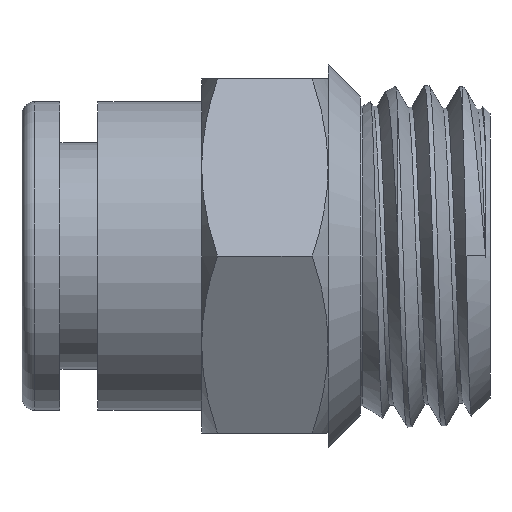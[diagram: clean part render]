
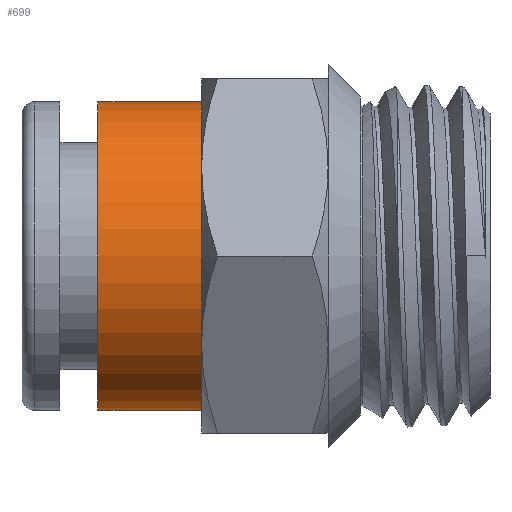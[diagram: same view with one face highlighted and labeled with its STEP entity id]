
A CAD part, front view. The second image highlights one B-rep face of the part: STEP entity #699.
In plain terms, the highlighted cylindrical face has radius 6.1 mm (diameter 12.2 mm), a full revolution.
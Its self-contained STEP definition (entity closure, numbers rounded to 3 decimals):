
#91=CYLINDRICAL_SURFACE('',#781,6.1);
#106=FACE_OUTER_BOUND('',#153,.T.);
#153=EDGE_LOOP('',(#525,#526,#527,#528));
#214=CIRCLE('',#782,6.1);
#215=CIRCLE('',#783,6.1);
#262=LINE('',#1655,#283);
#283=VECTOR('',#916,6.1);
#324=VERTEX_POINT('',#1652);
#325=VERTEX_POINT('',#1654);
#402=EDGE_CURVE('',#324,#324,#214,.T.);
#403=EDGE_CURVE('',#324,#325,#262,.T.);
#404=EDGE_CURVE('',#325,#325,#215,.T.);
#525=ORIENTED_EDGE('',*,*,#402,.F.);
#526=ORIENTED_EDGE('',*,*,#403,.T.);
#527=ORIENTED_EDGE('',*,*,#404,.F.);
#528=ORIENTED_EDGE('',*,*,#403,.F.);
#699=ADVANCED_FACE('',(#106),#91,.T.);
#781=AXIS2_PLACEMENT_3D('',#1651,#912,#913);
#782=AXIS2_PLACEMENT_3D('',#1653,#914,#915);
#783=AXIS2_PLACEMENT_3D('',#1656,#917,#918);
#912=DIRECTION('center_axis',(-1.,0.,0.));
#913=DIRECTION('ref_axis',(0.,-1.,0.));
#914=DIRECTION('center_axis',(-1.,0.,0.));
#915=DIRECTION('ref_axis',(0.,-1.,0.));
#916=DIRECTION('',(1.,0.,0.));
#917=DIRECTION('center_axis',(1.,0.,0.));
#918=DIRECTION('ref_axis',(0.,0.,-1.));
#1651=CARTESIAN_POINT('Origin',(0.,0.,0.));
#1652=CARTESIAN_POINT('',(3.,6.1,0.));
#1653=CARTESIAN_POINT('Origin',(3.,0.,0.));
#1654=CARTESIAN_POINT('',(7.1,6.1,0.));
#1655=CARTESIAN_POINT('',(0.,6.1,0.));
#1656=CARTESIAN_POINT('Origin',(7.1,0.,0.));
